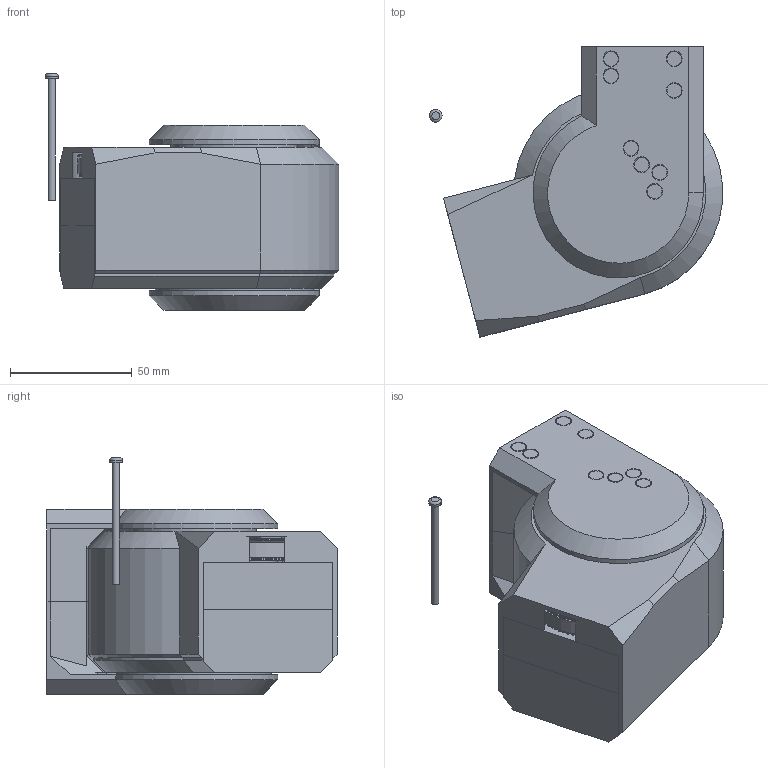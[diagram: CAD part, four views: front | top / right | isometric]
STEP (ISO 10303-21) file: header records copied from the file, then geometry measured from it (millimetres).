
FILE_DESCRIPTION(/* description */ (''),/* implementation_level */ '2;1');
FILE_NAME(/* name */ 'inverted_capstan_lite r0.stp',/* time_stamp */ '2021-01-22T21:32:38+08:00',/* author */ ('paulg'),/* organization */ (''),/* preprocessor_version */ 'ST-DEVELOPER v16.5',/* originating_system */ 'Autodesk Inventor 2017',/* authorisation */ '');
FILE_SCHEMA (('AUTOMOTIVE_DESIGN { 1 0 10303 214 3 1 1 }'));
Length unit declared in the file: millimetre
Products named in the file (20): inverted_capstan_lite; invertered_capstan; 58x45x7 bearing; 72x55x9 bearing; belt_tension; GT2_20T-sh8; 18x12x3 bearing; 27x20x4 bearing; capstan_top; capstan_bot; stepper_bot_inv; Timing_pulley_2mm_inv_b; nema-17; clamp_inv; capstan_top_cover; cap_out_inv_top; bearing_cover; M3x50_bolt; M3x25_bolt_cks; M3x50_bolt_cks
Assembly tree (28 placements, depth 2):
  inverted_capstan_lite
    invertered_capstan
    58x45x7 bearing
    72x55x9 bearing
    belt_tension
    GT2_20T-sh8
    18x12x3 bearing
    27x20x4 bearing
    capstan_top
    capstan_bot
    stepper_bot_inv
    Timing_pulley_2mm_inv_b
    nema-17
    clamp_inv
    capstan_top_cover
    cap_out_inv_top
    bearing_cover
    M3x50_bolt
    M3x50_bolt_cks  x7
    M3x25_bolt_cks  x4
Bounding box: 120.49 x 119.33 x 97.22 mm (x, y, z)
Volume: 491109.7 mm3; surface area: 189179.8 mm2
Topology: 30 solids, 30 shells, 1388 faces, 3836 edges, 2538 vertices
Faces by surface type: cylinder 820, plane 444, cone 76, bspline 47, torus 1
Full cylindrical faces by diameter (mm): 0.1 x1, 2.459 x4, 2.6 x2, 3 x20, 3.2 x10, 3.3 x19, 4.5 x2, 5 x1, 5.2 x1, 6 x15, 6.5 x11, 8 x1, 12 x10, 13 x2, 16 x2, 16.2 x1, 17 x2, 17.8 x1, 18 x1, 18.2 x1, 20 x3, 21 x2, 22 x2, 22.5 x1, 26 x2, 27 x2, 45 x1, 47 x2, 52 x2, 54 x1
Entity records: 50345 total; most frequent: CARTESIAN_POINT 15037, DIRECTION 7659, ORIENTED_EDGE 7056, EDGE_CURVE 3528, AXIS2_PLACEMENT_3D 3131, VERTEX_POINT 2426, EDGE_LOOP 1644, CIRCLE 1611
